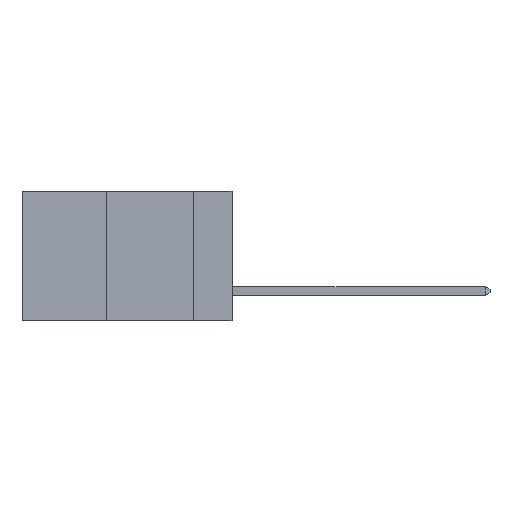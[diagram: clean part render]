
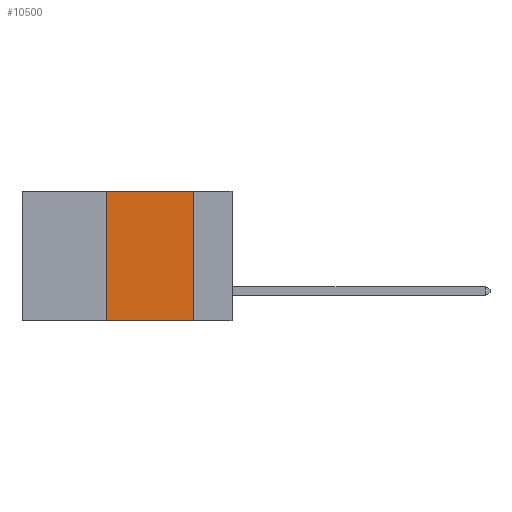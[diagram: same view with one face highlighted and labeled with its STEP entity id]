
A CAD part, left-side view. The second image highlights one B-rep face of the part: STEP entity #10500.
In plain terms, the highlighted planar face has unit normal (-1, 0, 0).
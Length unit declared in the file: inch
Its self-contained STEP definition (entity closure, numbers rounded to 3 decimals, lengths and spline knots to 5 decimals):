
#1446 = LINE ( 'NONE', #7335, #4931 ) ;
#3691 = EDGE_CURVE ( 'NONE', #15296, #17172, #1446, .T. ) ;
#3913 = FACE_OUTER_BOUND ( 'NONE', #11086, .T. ) ;
#3973 = AXIS2_PLACEMENT_3D ( 'NONE', #11496, #14288, #5858 ) ;
#3996 = ORIENTED_EDGE ( 'NONE', *, *, #16690, .F. ) ;
#4248 = CARTESIAN_POINT ( 'NONE',  ( 0., 0.11, -0.37 ) ) ;
#4931 = VECTOR ( 'NONE', #17140, 39.37008 ) ;
#5211 = VERTEX_POINT ( 'NONE', #5747 ) ;
#5608 = CARTESIAN_POINT ( 'NONE',  ( 0., 0.36, 0. ) ) ;
#5747 = CARTESIAN_POINT ( 'NONE',  ( 0., 0.11, 0. ) ) ;
#5858 = DIRECTION ( 'NONE',  ( 0., 0., -1. ) ) ;
#6113 = VERTEX_POINT ( 'NONE', #6255 ) ;
#6144 = CARTESIAN_POINT ( 'NONE',  ( 0., 0.11, 0. ) ) ;
#6255 = CARTESIAN_POINT ( 'NONE',  ( 0., 0.36, 0. ) ) ;
#6669 = VECTOR ( 'NONE', #15983, 39.37008 ) ;
#7284 = CARTESIAN_POINT ( 'NONE',  ( 0., 0.36, -0.37 ) ) ;
#7335 = CARTESIAN_POINT ( 'NONE',  ( 0., 0.6, -0.37 ) ) ;
#9890 = DIRECTION ( 'NONE',  ( 0., 0., 1. ) ) ;
#10022 = LINE ( 'NONE', #6144, #6669 ) ;
#10380 = VECTOR ( 'NONE', #13027, 39.37008 ) ;
#10407 = EDGE_CURVE ( 'NONE', #15296, #6113, #16068, .T. ) ;
#10500 = ADVANCED_FACE ( 'NONE', ( #3913 ), #18406, .F. ) ;
#10544 = ORIENTED_EDGE ( 'NONE', *, *, #10407, .F. ) ;
#11086 = EDGE_LOOP ( 'NONE', ( #11931, #3996, #10544, #11758 ) ) ;
#11496 = CARTESIAN_POINT ( 'NONE',  ( 0., 0.6, 0. ) ) ;
#11658 = CARTESIAN_POINT ( 'NONE',  ( 0., 0.6, 0. ) ) ;
#11758 = ORIENTED_EDGE ( 'NONE', *, *, #3691, .T. ) ;
#11931 = ORIENTED_EDGE ( 'NONE', *, *, #14158, .F. ) ;
#12375 = VECTOR ( 'NONE', #9890, 39.37008 ) ;
#13027 = DIRECTION ( 'NONE',  ( 0., -1., 0. ) ) ;
#14158 = EDGE_CURVE ( 'NONE', #5211, #17172, #10022, .T. ) ;
#14288 = DIRECTION ( 'NONE',  ( 1., 0., 0. ) ) ;
#15296 = VERTEX_POINT ( 'NONE', #7284 ) ;
#15983 = DIRECTION ( 'NONE',  ( 0., 0., -1. ) ) ;
#16068 = LINE ( 'NONE', #5608, #12375 ) ;
#16690 = EDGE_CURVE ( 'NONE', #6113, #5211, #17783, .T. ) ;
#17140 = DIRECTION ( 'NONE',  ( 0., -1., 0. ) ) ;
#17172 = VERTEX_POINT ( 'NONE', #4248 ) ;
#17783 = LINE ( 'NONE', #11658, #10380 ) ;
#18406 = PLANE ( 'NONE',  #3973 ) ;
